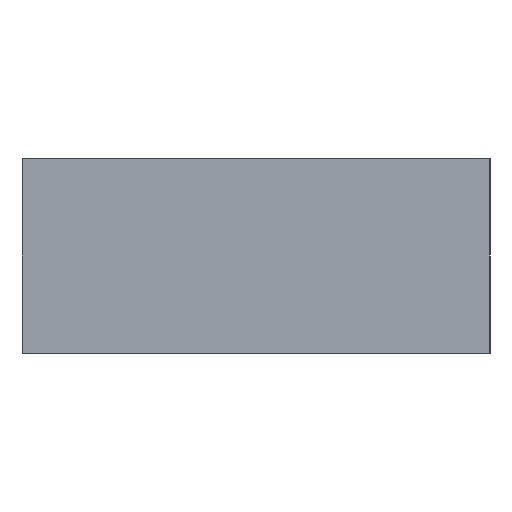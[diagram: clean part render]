
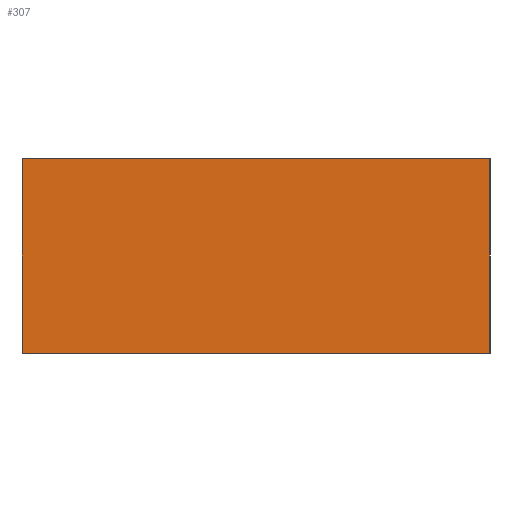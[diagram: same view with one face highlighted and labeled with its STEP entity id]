
A CAD part, left-side view. The second image highlights one B-rep face of the part: STEP entity #307.
In plain terms, the highlighted planar face has unit normal (-1, 0, 0).
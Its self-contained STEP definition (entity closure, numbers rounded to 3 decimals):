
#49=CARTESIAN_POINT('',(-4.1,-2.4,-0.5));
#50=VERTEX_POINT('',#49);
#59=CARTESIAN_POINT('',(-4.1,0.0,-0.5));
#60=VERTEX_POINT('',#59);
#61=CARTESIAN_POINT('',(-4.1,0.0,-0.5));
#62=DIRECTION('',(0.0,-1.0,0.0));
#63=VECTOR('',#62,2.4);
#64=LINE('',#61,#63);
#65=EDGE_CURVE('',#60,#50,#64,.T.);
#121=CARTESIAN_POINT('',(-4.1,0.0,0.5));
#122=VERTEX_POINT('',#121);
#138=CARTESIAN_POINT('',(-4.1,0.0,0.5));
#139=DIRECTION('',(0.0,0.0,-1.0));
#140=VECTOR('',#139,1.0);
#141=LINE('',#138,#140);
#142=EDGE_CURVE('',#122,#60,#141,.T.);
#272=CARTESIAN_POINT('',(-4.1,-2.4,0.5));
#273=VERTEX_POINT('',#272);
#280=CARTESIAN_POINT('',(-4.1,-2.4,-0.5));
#281=DIRECTION('',(0.0,0.0,1.0));
#282=VECTOR('',#281,1.0);
#283=LINE('',#280,#282);
#284=EDGE_CURVE('',#50,#273,#283,.T.);
#291=CARTESIAN_POINT('',(-4.1,-2.4,0.0));
#292=DIRECTION('',(-1.0,0.0,0.0));
#293=DIRECTION('',(0.0,0.0,1.0));
#294=AXIS2_PLACEMENT_3D('',#291,#292,#293);
#295=PLANE('',#294);
#296=CARTESIAN_POINT('',(-4.1,-2.4,0.5));
#297=DIRECTION('',(0.0,1.0,0.0));
#298=VECTOR('',#297,2.4);
#299=LINE('',#296,#298);
#300=EDGE_CURVE('',#273,#122,#299,.T.);
#301=ORIENTED_EDGE('',*,*,#300,.T.);
#302=ORIENTED_EDGE('',*,*,#142,.T.);
#303=ORIENTED_EDGE('',*,*,#65,.T.);
#304=ORIENTED_EDGE('',*,*,#284,.T.);
#305=EDGE_LOOP('',(#301,#302,#303,#304));
#306=FACE_OUTER_BOUND('',#305,.T.);
#307=ADVANCED_FACE('',(#306),#295,.T.);
